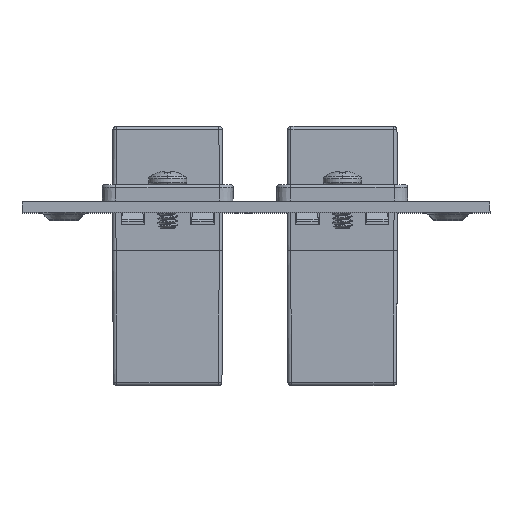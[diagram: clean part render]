
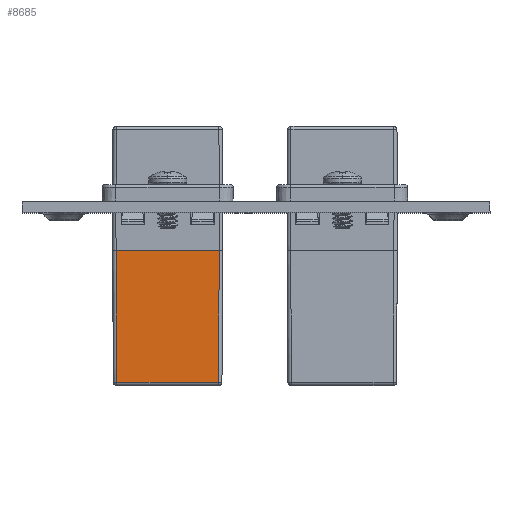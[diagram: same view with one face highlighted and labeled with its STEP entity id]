
A CAD part, top view. The second image highlights one B-rep face of the part: STEP entity #8685.
In plain terms, the highlighted face is planar.
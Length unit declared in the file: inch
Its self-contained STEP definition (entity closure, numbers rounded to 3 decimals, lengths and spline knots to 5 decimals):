
#1973 = ORIENTED_EDGE ( 'NONE', *, *, #2505, .T. ) ;
#2505 = EDGE_CURVE ( 'NONE', #54318, #69557, #65869, .T. ) ;
#3140 = VERTEX_POINT ( 'NONE', #74604 ) ;
#6212 = CARTESIAN_POINT ( 'NONE',  ( 0.29138, -0.43107, 0.69242 ) ) ;
#6228 = FACE_OUTER_BOUND ( 'NONE', #76554, .T. ) ;
#8685 = ADVANCED_FACE ( 'NONE', ( #6228 ), #57433, .T. ) ;
#9828 = CARTESIAN_POINT ( 'NONE',  ( 0.315, -0.435, -0.05823 ) ) ;
#15840 = DIRECTION ( 'NONE',  ( 0., -1., 0.005 ) ) ;
#18678 = ORIENTED_EDGE ( 'NONE', *, *, #41465, .F. ) ;
#27420 = LINE ( 'NONE', #49815, #74942 ) ;
#30179 = VECTOR ( 'NONE', #65133, 39.37008 ) ;
#31597 = CARTESIAN_POINT ( 'NONE',  ( 0.315, -0.435, -0.05823 ) ) ;
#34155 = VECTOR ( 'NONE', #40865, 39.37008 ) ;
#35796 = EDGE_CURVE ( 'NONE', #69557, #3140, #27420, .T. ) ;
#36049 = EDGE_CURVE ( 'NONE', #3140, #52383, #69343, .T. ) ;
#38110 = ORIENTED_EDGE ( 'NONE', *, *, #36049, .T. ) ;
#38251 = LINE ( 'NONE', #31597, #61582 ) ;
#40865 = DIRECTION ( 'NONE',  ( -0.005, 0.005, 1. ) ) ;
#41465 = EDGE_CURVE ( 'NONE', #54318, #52383, #38251, .T. ) ;
#49815 = CARTESIAN_POINT ( 'NONE',  ( 0.315, -0.43107, 0.69242 ) ) ;
#50607 = DIRECTION ( 'NONE',  ( -1., 0., 0. ) ) ;
#52383 = VERTEX_POINT ( 'NONE', #70833 ) ;
#52589 = CARTESIAN_POINT ( 'NONE',  ( 0.29532, -0.435, -0.05833 ) ) ;
#54318 = VERTEX_POINT ( 'NONE', #76604 ) ;
#57433 = PLANE ( 'NONE',  #73315 ) ;
#57949 = DIRECTION ( 'NONE',  ( 0., -0.005, -1. ) ) ;
#58402 = CARTESIAN_POINT ( 'NONE',  ( -0.2953, -0.43498, -0.05503 ) ) ;
#58984 = ORIENTED_EDGE ( 'NONE', *, *, #35796, .T. ) ;
#61582 = VECTOR ( 'NONE', #73029, 39.37008 ) ;
#65133 = DIRECTION ( 'NONE',  ( -0.005, -0.005, -1. ) ) ;
#65869 = LINE ( 'NONE', #52589, #34155 ) ;
#69343 = LINE ( 'NONE', #58402, #30179 ) ;
#69557 = VERTEX_POINT ( 'NONE', #6212 ) ;
#70833 = CARTESIAN_POINT ( 'NONE',  ( -0.29532, -0.435, -0.05823 ) ) ;
#73029 = DIRECTION ( 'NONE',  ( -1., 0., 0. ) ) ;
#73315 = AXIS2_PLACEMENT_3D ( 'NONE', #9828, #15840, #57949 ) ;
#74604 = CARTESIAN_POINT ( 'NONE',  ( -0.29138, -0.43107, 0.69242 ) ) ;
#74942 = VECTOR ( 'NONE', #50607, 39.37008 ) ;
#76554 = EDGE_LOOP ( 'NONE', ( #18678, #1973, #58984, #38110 ) ) ;
#76604 = CARTESIAN_POINT ( 'NONE',  ( 0.29532, -0.435, -0.05823 ) ) ;
